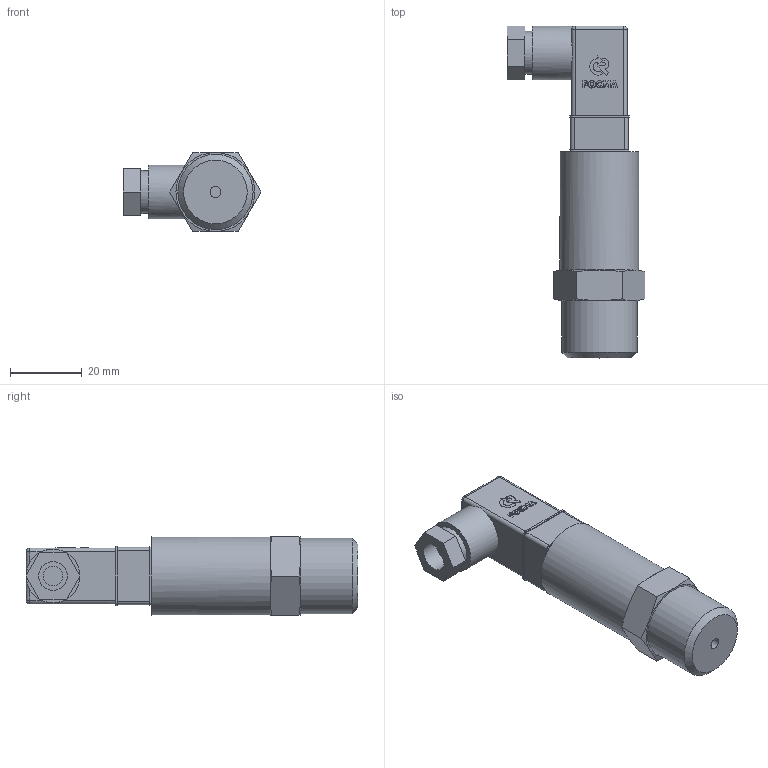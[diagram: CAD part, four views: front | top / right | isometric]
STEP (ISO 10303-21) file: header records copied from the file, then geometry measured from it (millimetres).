
FILE_DESCRIPTION(/* description */ (''),/* implementation_level */ '2;1');
FILE_NAME(/* name */ 'РПД-И-G1_2.stp',/* time_stamp */ '2023-01-30T12:21:18+03:00',/* author */ ('Tech'),/* organization */ (''),/* preprocessor_version */ 'ST-DEVELOPER v18.1',/* originating_system */ 'Autodesk Inventor 2021',/* authorisation */ '');
FILE_SCHEMA (('AUTOMOTIVE_DESIGN { 1 0 10303 214 3 1 1 }'));
Length unit declared in the file: millimetre
Products named in the file (1): РПД-И-G1/2
Bounding box: 38.45 x 92.51 x 22 mm (x, y, z)
Volume: 32546.8 mm3; surface area: 8073.5 mm2
Topology: 1 solids, 1 shells, 163 faces, 403 edges, 261 vertices
Faces by surface type: plane 107, cylinder 39, cone 13, sphere 4
Full cylindrical faces by diameter (mm): 1.033 x1, 2.046 x1, 3 x1, 5.5 x1, 8 x1, 12 x1, 15 x1, 20.955 x1, 22 x1
Entity records: 4851 total; most frequent: CARTESIAN_POINT 909, DIRECTION 820, ORIENTED_EDGE 806, EDGE_CURVE 403, AXIS2_PLACEMENT_3D 282, VERTEX_POINT 261, LINE 256, VECTOR 256
